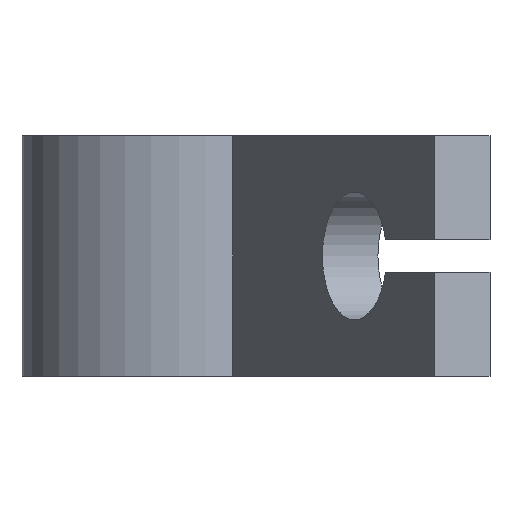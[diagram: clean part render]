
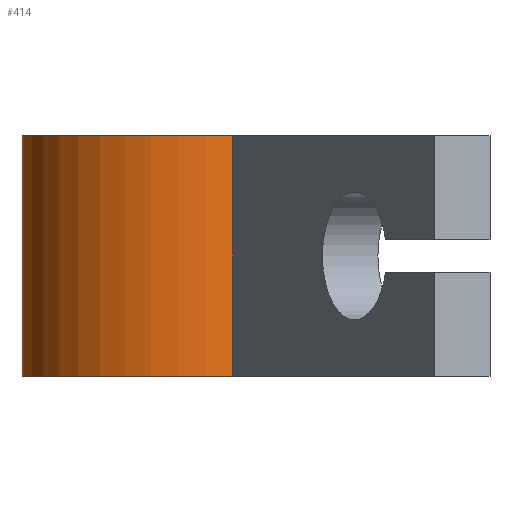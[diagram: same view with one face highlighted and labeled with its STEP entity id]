
A CAD part, left-side view. The second image highlights one B-rep face of the part: STEP entity #414.
In plain terms, the highlighted cylindrical face has radius 12.7 mm (diameter 25.4 mm), a partial arc.
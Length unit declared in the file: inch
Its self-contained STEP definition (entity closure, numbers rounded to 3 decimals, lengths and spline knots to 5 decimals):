
#33=CIRCLE('',#470,0.5);
#34=CIRCLE('',#471,0.5);
#41=CYLINDRICAL_SURFACE('',#469,0.5);
#57=FACE_OUTER_BOUND('',#80,.T.);
#80=EDGE_LOOP('',(#341,#342,#343,#344));
#107=LINE('',#634,#150);
#124=LINE('',#691,#167);
#150=VECTOR('',#512,0.3937);
#167=VECTOR('',#573,0.3937);
#190=VERTEX_POINT('',#631);
#191=VERTEX_POINT('',#633);
#208=VERTEX_POINT('',#687);
#209=VERTEX_POINT('',#689);
#233=EDGE_CURVE('',#191,#190,#107,.T.);
#260=EDGE_CURVE('',#208,#191,#33,.T.);
#261=EDGE_CURVE('',#209,#190,#34,.T.);
#262=EDGE_CURVE('',#208,#209,#124,.T.);
#341=ORIENTED_EDGE('',*,*,#260,.T.);
#342=ORIENTED_EDGE('',*,*,#233,.T.);
#343=ORIENTED_EDGE('',*,*,#261,.F.);
#344=ORIENTED_EDGE('',*,*,#262,.F.);
#414=ADVANCED_FACE('',(#57),#41,.T.);
#469=AXIS2_PLACEMENT_3D('',#686,#567,#568);
#470=AXIS2_PLACEMENT_3D('',#688,#569,#570);
#471=AXIS2_PLACEMENT_3D('',#690,#571,#572);
#512=DIRECTION('',(0.,0.,1.));
#567=DIRECTION('center_axis',(0.,0.,1.));
#568=DIRECTION('ref_axis',(-0.259,0.966,0.));
#569=DIRECTION('center_axis',(0.,0.,1.));
#570=DIRECTION('ref_axis',(0.98,0.2,0.));
#571=DIRECTION('center_axis',(0.,0.,1.));
#572=DIRECTION('ref_axis',(0.98,0.2,0.));
#573=DIRECTION('',(0.,0.,1.));
#631=CARTESIAN_POINT('',(-0.47426,-0.15835,0.75));
#633=CARTESIAN_POINT('',(-0.47426,-0.15835,0.));
#634=CARTESIAN_POINT('',(-0.47426,-0.15835,0.));
#686=CARTESIAN_POINT('Origin',(0.,0.,0.));
#687=CARTESIAN_POINT('',(0.4899,0.1,0.));
#688=CARTESIAN_POINT('Origin',(0.,0.,0.));
#689=CARTESIAN_POINT('',(0.4899,0.1,0.75));
#690=CARTESIAN_POINT('Origin',(0.,0.,0.75));
#691=CARTESIAN_POINT('',(0.4899,0.1,0.));
